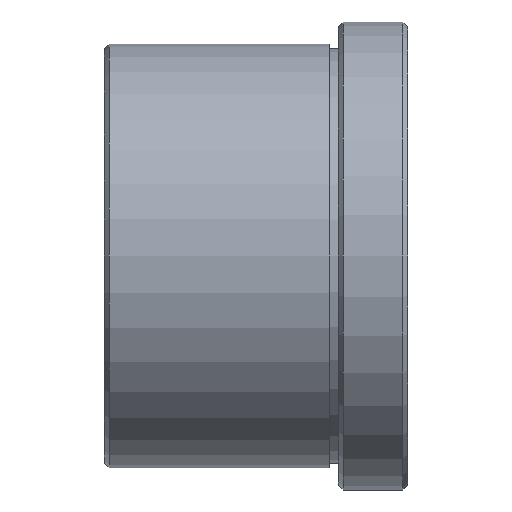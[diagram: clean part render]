
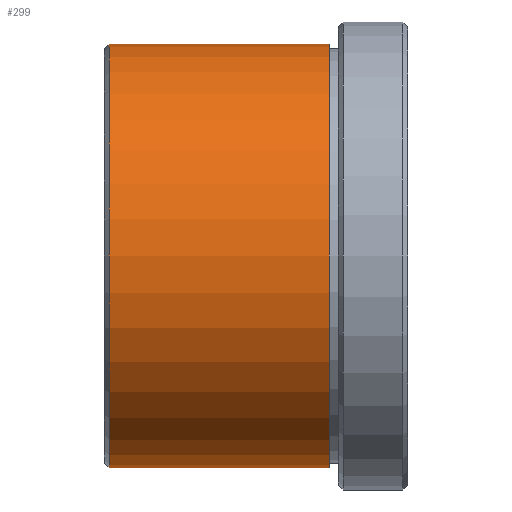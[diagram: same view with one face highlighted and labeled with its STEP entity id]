
A CAD part, left-side view. The second image highlights one B-rep face of the part: STEP entity #299.
In plain terms, the highlighted cylindrical face has radius 23 mm (diameter 46 mm), a partial arc.
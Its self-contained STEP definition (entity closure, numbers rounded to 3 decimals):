
#16 = EDGE_CURVE ( 'NONE', #54, #434, #197, .T. ) ;
#46 = CARTESIAN_POINT ( 'NONE',  ( 0., 26.543, 23. ) ) ;
#54 = VERTEX_POINT ( 'NONE', #172 ) ;
#65 = DIRECTION ( 'NONE',  ( 0., 1., 0. ) ) ;
#68 = DIRECTION ( 'NONE',  ( 0., 1., 0. ) ) ;
#89 = VECTOR ( 'NONE', #65, 1000. ) ;
#105 = CARTESIAN_POINT ( 'NONE',  ( 0., 2.643, 23. ) ) ;
#108 = DIRECTION ( 'NONE',  ( 0., 0., 1. ) ) ;
#125 = AXIS2_PLACEMENT_3D ( 'NONE', #598, #319, #131 ) ;
#130 = LINE ( 'NONE', #395, #89 ) ;
#131 = DIRECTION ( 'NONE',  ( 0., 0., 1. ) ) ;
#156 = EDGE_CURVE ( 'NONE', #371, #574, #866, .T. ) ;
#168 = EDGE_CURVE ( 'NONE', #371, #54, #219, .T. ) ;
#172 = CARTESIAN_POINT ( 'NONE',  ( 0., 26.543, -23. ) ) ;
#197 = CIRCLE ( 'NONE', #654, 23. ) ;
#219 = LINE ( 'NONE', #623, #492 ) ;
#249 = DIRECTION ( 'NONE',  ( 0., 1., 0. ) ) ;
#299 = ADVANCED_FACE ( 'NONE', ( #846 ), #324, .T. ) ;
#316 = DIRECTION ( 'NONE',  ( 0., 0., 1. ) ) ;
#319 = DIRECTION ( 'NONE',  ( 0., 1., 0. ) ) ;
#324 = CYLINDRICAL_SURFACE ( 'NONE', #515, 23. ) ;
#330 = CARTESIAN_POINT ( 'NONE',  ( 0., 44.599, 0. ) ) ;
#346 = EDGE_CURVE ( 'NONE', #574, #434, #130, .T. ) ;
#371 = VERTEX_POINT ( 'NONE', #831 ) ;
#395 = CARTESIAN_POINT ( 'NONE',  ( 0., 44.599, 23. ) ) ;
#434 = VERTEX_POINT ( 'NONE', #46 ) ;
#461 = EDGE_LOOP ( 'NONE', ( #799, #509, #885, #838 ) ) ;
#492 = VECTOR ( 'NONE', #541, 1000. ) ;
#509 = ORIENTED_EDGE ( 'NONE', *, *, #156, .T. ) ;
#515 = AXIS2_PLACEMENT_3D ( 'NONE', #330, #68, #316 ) ;
#541 = DIRECTION ( 'NONE',  ( 0., 1., 0. ) ) ;
#574 = VERTEX_POINT ( 'NONE', #105 ) ;
#598 = CARTESIAN_POINT ( 'NONE',  ( 0., 2.643, 0. ) ) ;
#623 = CARTESIAN_POINT ( 'NONE',  ( 0., 44.599, -23. ) ) ;
#654 = AXIS2_PLACEMENT_3D ( 'NONE', #873, #249, #108 ) ;
#799 = ORIENTED_EDGE ( 'NONE', *, *, #168, .F. ) ;
#831 = CARTESIAN_POINT ( 'NONE',  ( 0., 2.643, -23. ) ) ;
#838 = ORIENTED_EDGE ( 'NONE', *, *, #16, .F. ) ;
#846 = FACE_OUTER_BOUND ( 'NONE', #461, .T. ) ;
#866 = CIRCLE ( 'NONE', #125, 23. ) ;
#873 = CARTESIAN_POINT ( 'NONE',  ( 0., 26.543, 0. ) ) ;
#885 = ORIENTED_EDGE ( 'NONE', *, *, #346, .T. ) ;
